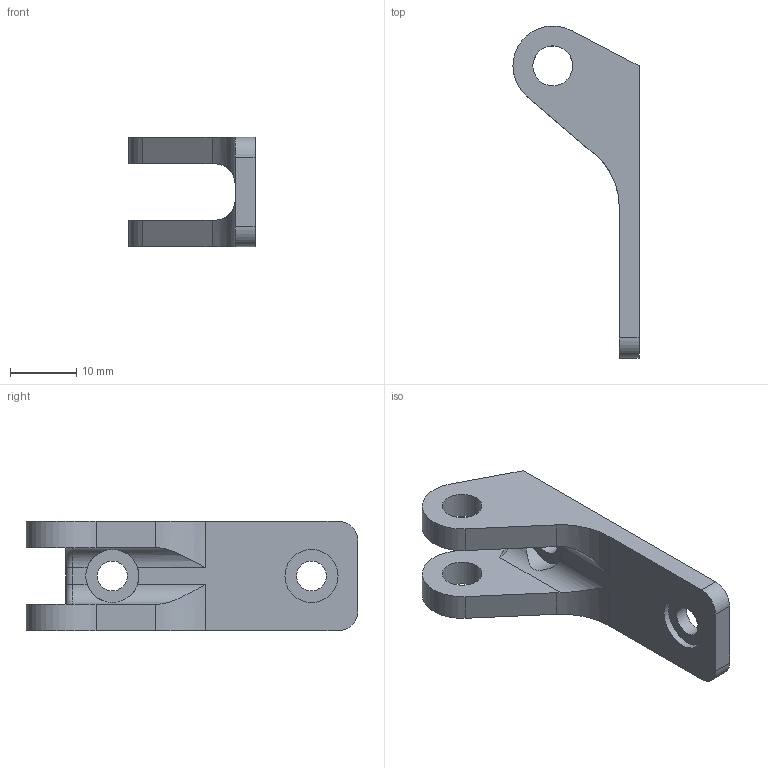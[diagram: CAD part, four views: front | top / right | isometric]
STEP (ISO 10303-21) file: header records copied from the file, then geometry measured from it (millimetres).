
FILE_DESCRIPTION(/* description */ (''),/* implementation_level */ '2;1');
FILE_NAME(/* name */ 'displayHingeMastSide.step',/* time_stamp */ '2025-07-02T19:14:46-07:00',/* author */ (''),/* organization */ (''),/* preprocessor_version */ 'ST-DEVELOPER v20.1',/* originating_system */ 'Autodesk Translation Framework v14.10.0.0',/* authorisation */ '');
FILE_SCHEMA (('AUTOMOTIVE_DESIGN { 1 0 10303 214 3 1 1 }'));
Length unit declared in the file: millimetre
Products named in the file (1): 2025-06-28-13-36-39-013
Bounding box: 19 x 50 x 16.5 mm (x, y, z)
Volume: 3651.2 mm3; surface area: 2976.3 mm2
Topology: 1 solids, 1 shells, 32 faces, 83 edges, 54 vertices
Faces by surface type: cylinder 15, plane 15, torus 2
Full cylindrical faces by diameter (mm): 4.5 x2, 6 x2, 8 x2
Entity records: 1086 total; most frequent: CARTESIAN_POINT 232, DIRECTION 175, ORIENTED_EDGE 166, EDGE_CURVE 83, AXIS2_PLACEMENT_3D 65, VERTEX_POINT 54, LINE 45, VECTOR 45
